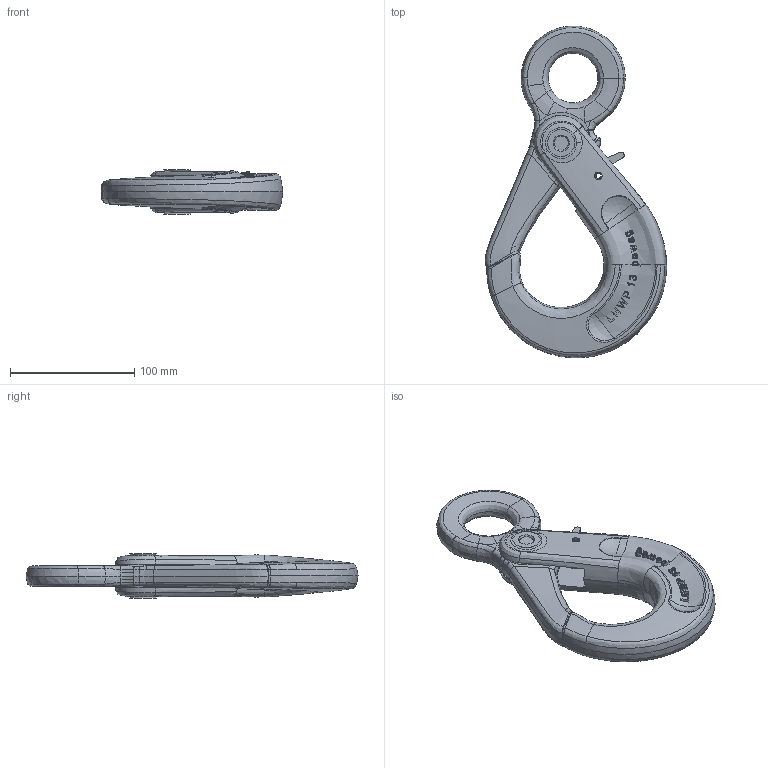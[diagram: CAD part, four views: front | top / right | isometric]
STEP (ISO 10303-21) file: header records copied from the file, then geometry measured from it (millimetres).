
FILE_DESCRIPTION(('STEP AP203'),'1');
FILE_NAME('lhwp_13.stp','2018-11-19T11:15:16',('TraceParts'),('TraceParts S.A.'),'Spatial InterOp 3D',' ',' ');
FILE_SCHEMA(('CONFIG_CONTROL_DESIGN'));
Length unit declared in the file: millimetre
Products named in the file (1): 1
Bounding box: 146.23 x 267.72 x 35.5 mm (x, y, z)
Volume: 405596.5 mm3; surface area: 77735.7 mm2
Topology: 5 solids, 5 shells, 484 faces, 1307 edges, 842 vertices
Faces by surface type: bspline 197, plane 129, extrusion 88, cylinder 55, cone 12, torus 3
Entity records: 40150 total; most frequent: CARTESIAN_POINT 30424, ORIENTED_EDGE 2598, EDGE_CURVE 1299, B_SPLINE_CURVE_WITH_KNOTS 1021, DIRECTION 956, VERTEX_POINT 841, EDGE_LOOP 514, ADVANCED_FACE 483
